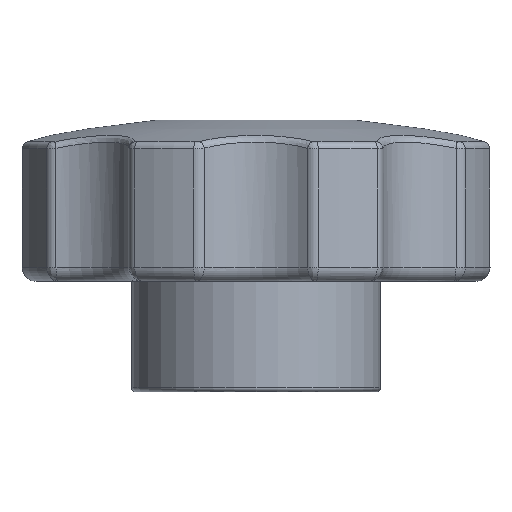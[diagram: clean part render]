
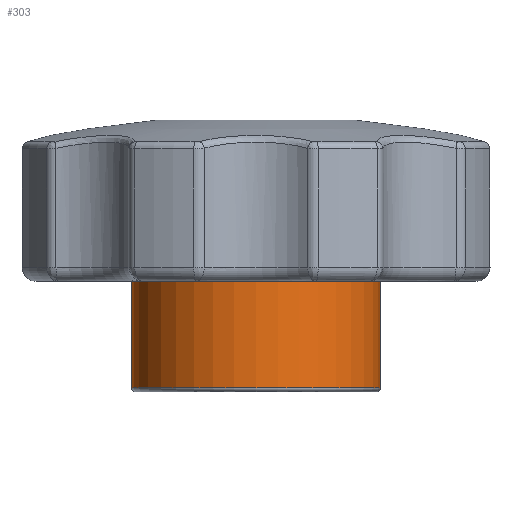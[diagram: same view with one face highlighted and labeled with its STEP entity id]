
A CAD part, front view. The second image highlights one B-rep face of the part: STEP entity #303.
In plain terms, the highlighted cylindrical face has radius 9 mm (diameter 18 mm), a full revolution.
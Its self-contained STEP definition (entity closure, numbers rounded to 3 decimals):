
#303 = ADVANCED_FACE( '', ( #646, #647 ), #648, .T. );
#646 = FACE_OUTER_BOUND( '', #5421, .T. );
#647 = FACE_OUTER_BOUND( '', #5422, .T. );
#648 = CYLINDRICAL_SURFACE( '', #5423, 9. );
#5421 = EDGE_LOOP( '', ( #7075 ) );
#5422 = EDGE_LOOP( '', ( #7076 ) );
#5423 = AXIS2_PLACEMENT_3D( '', #7077, #7078, #7079 );
#7075 = ORIENTED_EDGE( '', *, *, #7626, .T. );
#7076 = ORIENTED_EDGE( '', *, *, #7595, .F. );
#7077 = CARTESIAN_POINT( '', ( 0., 0., 57.15 ) );
#7078 = DIRECTION( '', ( 0., 0., -1. ) );
#7079 = DIRECTION( '', ( 1., 0., 0. ) );
#7595 = EDGE_CURVE( '', #8061, #8061, #8062, .T. );
#7626 = EDGE_CURVE( '', #8096, #8096, #8097, .T. );
#8061 = VERTEX_POINT( '', #10694 );
#8062 = CIRCLE( '', #10695, 9. );
#8096 = VERTEX_POINT( '', #10909 );
#8097 = CIRCLE( '', #10910, 9. );
#10694 = CARTESIAN_POINT( '', ( 9., 0., 8. ) );
#10695 = AXIS2_PLACEMENT_3D( '', #11571, #11572, #11573 );
#10909 = CARTESIAN_POINT( '', ( 9., 0., 0.3 ) );
#10910 = AXIS2_PLACEMENT_3D( '', #11603, #11604, #11605 );
#11571 = CARTESIAN_POINT( '', ( 0., 0., 8. ) );
#11572 = DIRECTION( '', ( 0., 0., 1. ) );
#11573 = DIRECTION( '', ( 1., 0., 0. ) );
#11603 = CARTESIAN_POINT( '', ( 0., 0., 0.3 ) );
#11604 = DIRECTION( '', ( 0., 0., 1. ) );
#11605 = DIRECTION( '', ( 1., 0., 0. ) );
